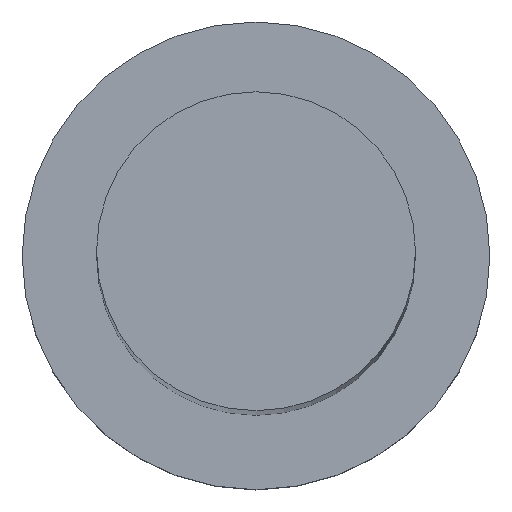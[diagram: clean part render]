
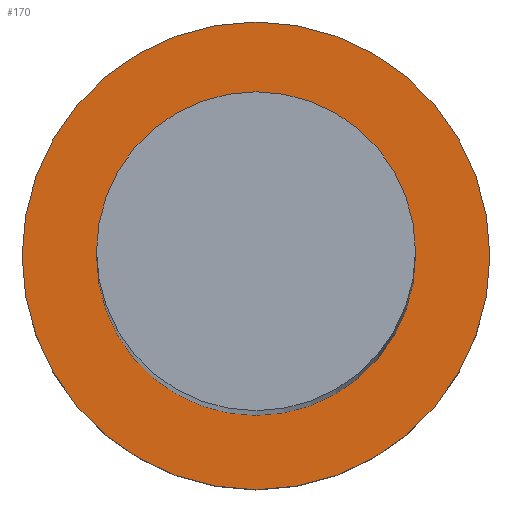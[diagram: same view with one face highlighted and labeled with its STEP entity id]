
A CAD part, top view. The second image highlights one B-rep face of the part: STEP entity #170.
In plain terms, the highlighted planar face has unit normal (0, 0, 1).
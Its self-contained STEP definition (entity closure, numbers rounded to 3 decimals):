
#3 = AXIS2_PLACEMENT_3D ( 'NONE', #127, #144, #243 ) ;
#6 = VERTEX_POINT ( 'NONE', #40 ) ;
#15 = AXIS2_PLACEMENT_3D ( 'NONE', #208, #45, #220 ) ;
#24 = VERTEX_POINT ( 'NONE', #115 ) ;
#35 = CARTESIAN_POINT ( 'NONE',  ( 0., 0., 7. ) ) ;
#40 = CARTESIAN_POINT ( 'NONE',  ( 7.5, 0., 7. ) ) ;
#45 = DIRECTION ( 'NONE',  ( 0., 0., 1. ) ) ;
#51 = AXIS2_PLACEMENT_3D ( 'NONE', #35, #252, #58 ) ;
#58 = DIRECTION ( 'NONE',  ( 1., 0., 0. ) ) ;
#65 = ORIENTED_EDGE ( 'NONE', *, *, #137, .F. ) ;
#92 = CIRCLE ( 'NONE', #3, 11. ) ;
#96 = AXIS2_PLACEMENT_3D ( 'NONE', #101, #117, #98 ) ;
#98 = DIRECTION ( 'NONE',  ( 1., 0., 0. ) ) ;
#101 = CARTESIAN_POINT ( 'NONE',  ( 0., 0., 7. ) ) ;
#102 = DIRECTION ( 'NONE',  ( 0., 0., 1. ) ) ;
#103 = CIRCLE ( 'NONE', #15, 7.5 ) ;
#115 = CARTESIAN_POINT ( 'NONE',  ( -7.5, 0., 7. ) ) ;
#117 = DIRECTION ( 'NONE',  ( 0., 0., 1. ) ) ;
#118 = EDGE_CURVE ( 'NONE', #196, #162, #153, .T. ) ;
#120 = ORIENTED_EDGE ( 'NONE', *, *, #118, .T. ) ;
#124 = CARTESIAN_POINT ( 'NONE',  ( 11., 0., 7. ) ) ;
#127 = CARTESIAN_POINT ( 'NONE',  ( 0., 0., 7. ) ) ;
#137 = EDGE_CURVE ( 'NONE', #24, #6, #194, .T. ) ;
#144 = DIRECTION ( 'NONE',  ( 0., 0., 1. ) ) ;
#153 = CIRCLE ( 'NONE', #51, 11. ) ;
#157 = CARTESIAN_POINT ( 'NONE',  ( 0., 0., 7. ) ) ;
#162 = VERTEX_POINT ( 'NONE', #251 ) ;
#167 = AXIS2_PLACEMENT_3D ( 'NONE', #157, #102, #178 ) ;
#170 = ADVANCED_FACE ( 'NONE', ( #253, #195 ), #213, .T. ) ;
#178 = DIRECTION ( 'NONE',  ( 1., 0., 0. ) ) ;
#181 = EDGE_LOOP ( 'NONE', ( #65, #238 ) ) ;
#194 = CIRCLE ( 'NONE', #96, 7.5 ) ;
#195 = FACE_OUTER_BOUND ( 'NONE', #237, .T. ) ;
#196 = VERTEX_POINT ( 'NONE', #124 ) ;
#199 = EDGE_CURVE ( 'NONE', #162, #196, #92, .T. ) ;
#208 = CARTESIAN_POINT ( 'NONE',  ( 0., 0., 7. ) ) ;
#213 = PLANE ( 'NONE',  #167 ) ;
#220 = DIRECTION ( 'NONE',  ( 1., 0., 0. ) ) ;
#236 = EDGE_CURVE ( 'NONE', #6, #24, #103, .T. ) ;
#237 = EDGE_LOOP ( 'NONE', ( #240, #120 ) ) ;
#238 = ORIENTED_EDGE ( 'NONE', *, *, #236, .F. ) ;
#240 = ORIENTED_EDGE ( 'NONE', *, *, #199, .T. ) ;
#243 = DIRECTION ( 'NONE',  ( 1., 0., 0. ) ) ;
#251 = CARTESIAN_POINT ( 'NONE',  ( -11., 0., 7. ) ) ;
#252 = DIRECTION ( 'NONE',  ( 0., 0., 1. ) ) ;
#253 = FACE_BOUND ( 'NONE', #181, .T. ) ;
